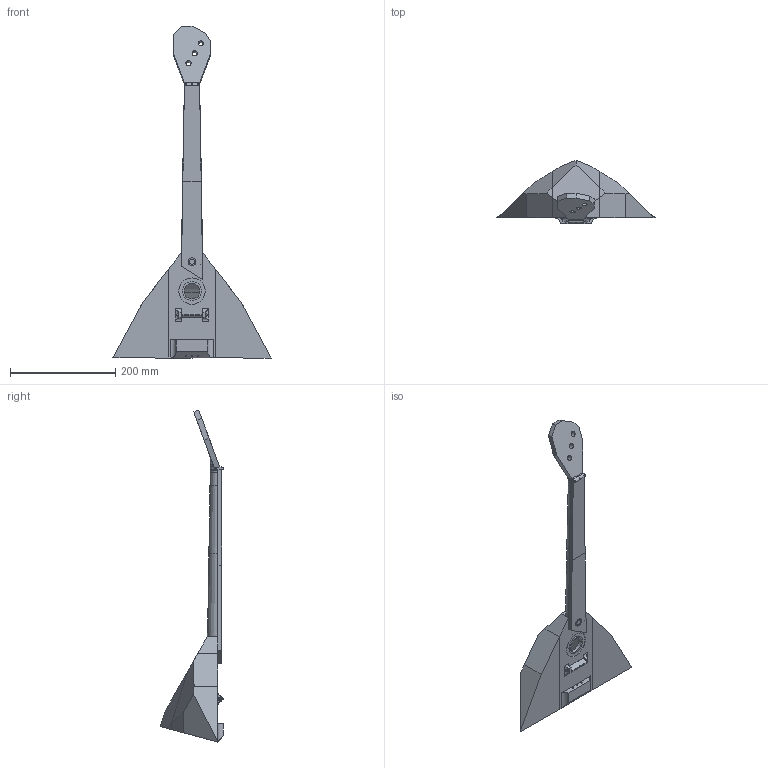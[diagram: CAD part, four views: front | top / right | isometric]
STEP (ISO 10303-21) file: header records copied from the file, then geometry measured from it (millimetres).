
FILE_DESCRIPTION(/* description */ (''),/* implementation_level */ '2;1');
FILE_NAME(/* name */ 'Balalaika assembly v18.step',/* time_stamp */ '2021-12-21T16:01:49-05:00',/* author */ (''),/* organization */ (''),/* preprocessor_version */ 'ST-DEVELOPER v18.1',/* originating_system */ 'Autodesk Translation Framework v10.10.0.1391',/* authorisation */ '');
FILE_SCHEMA (('AUTOMOTIVE_DESIGN { 1 0 10303 214 3 1 1 }'));
Length unit declared in the file: centimetre
Products named in the file (11): Balalaika assembly; body; Neck Assembly; Neck 2; Neck 1; .4x16.5 cm rod; .4 x 18cm rod; Neck (Standard guitar tuners); fretboard_p1; fretboard_p2; Bridge
Assembly tree (16 placements, depth 3):
  Balalaika assembly
    body
    Neck Assembly
      Neck 2
      Neck 1
      .4 x 18cm rod  x7
      .4x16.5 cm rod
      Neck (Standard guitar tuners)
    fretboard_p1
    fretboard_p2
    Bridge
Bounding box: 300 x 120.4 x 630.09 mm (x, y, z)
Volume: 1087242.9 mm3; surface area: 342345.4 mm2
Topology: 17 solids, 17 shells, 294 faces, 721 edges, 462 vertices
Faces by surface type: plane 195, cylinder 82, bspline 14, cone 3
Full cylindrical faces by diameter (mm): 2.5 x3, 3 x10, 3.25 x1, 4 x8, 5 x18, 6 x2, 10 x4, 15 x1, 30 x1, 36 x1, 50 x1
Entity records: 9169 total; most frequent: CARTESIAN_POINT 2129, DIRECTION 1407, ORIENTED_EDGE 1354, EDGE_CURVE 677, AXIS2_PLACEMENT_3D 476, LINE 455, VECTOR 455, VERTEX_POINT 438
